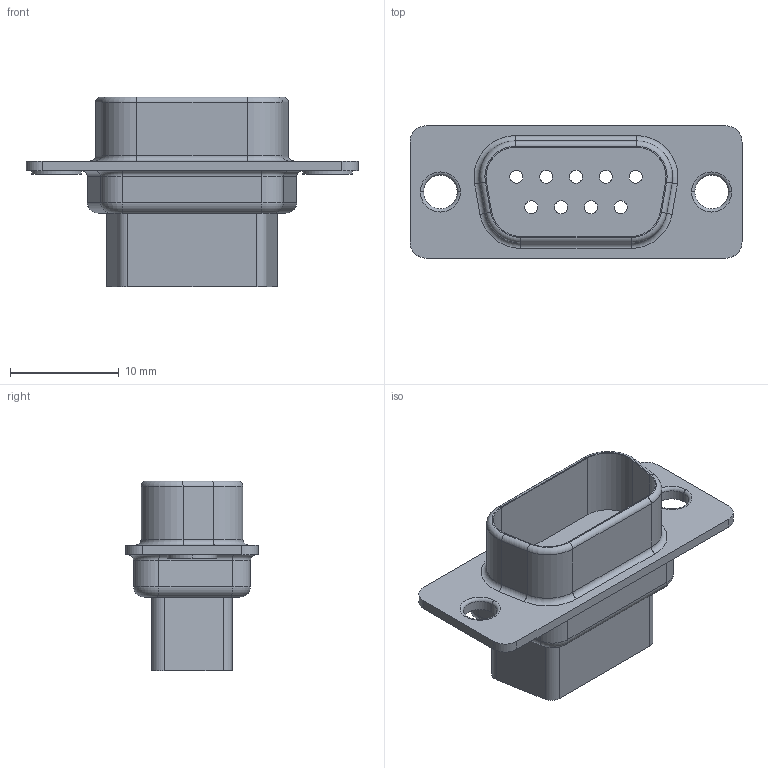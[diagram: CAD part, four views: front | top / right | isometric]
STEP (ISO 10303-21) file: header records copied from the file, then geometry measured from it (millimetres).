
FILE_DESCRIPTION(('Creo Elements/Direct Modeling STEP Export'),'2;1');
FILE_NAME('0ln7uvk5h873r563060','2022-02-16T14:15:26',(''),(''),'Creo Elements/Direct Modeling STEP processor for AP214 (Solid Model)','Creo Elements/Direct Modeling 20.1B 02-Apr-2019 (C) Parametric Technology GmbH','');
FILE_SCHEMA(('AUTOMOTIVE_DESIGN { 1 0 10303 214 1 1 1 1 }'));
Length unit declared in the file: millimetre
Products named in the file (2): DPTCM_09
Assembly tree (1 placements, depth 2):
  DPTCM_09
    DPTCM_09
Bounding box: 30.6 x 12.2 x 17.5 mm (x, y, z)
Volume: 1485.1 mm3; surface area: 2528 mm2
Topology: 1 solids, 1 shells, 137 faces, 324 edges, 204 vertices
Faces by surface type: cylinder 80, plane 37, torus 20
Entity records: 4949 total; most frequent: DIRECTION 694, ORIENTED_EDGE 648, CARTESIAN_POINT 621, EDGE_CURVE 324, AXIS2_PLACEMENT_3D 277, VERTEX_POINT 204, EDGE_LOOP 174, VECTOR 140
